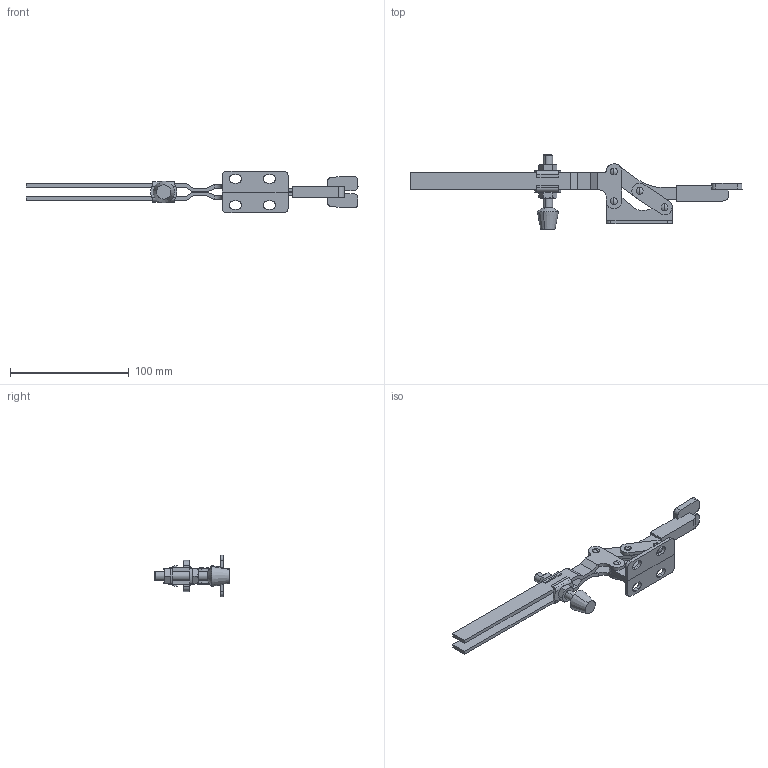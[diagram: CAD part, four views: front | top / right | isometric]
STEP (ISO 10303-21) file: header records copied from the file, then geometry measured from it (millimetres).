
FILE_DESCRIPTION (( 'STEP AP214' ), '1' );
FILE_NAME ('GH-22185(Â²¤Æ)-1.STEP', '2020-07-17T09:17:59', ( 'LinWei' ), ( '' ), 'SwSTEP 2.0', 'SolidWorks 2016', '' );
FILE_SCHEMA (( 'AUTOMOTIVE_DESIGN' ));
Length unit declared in the file: millimetre
Products named in the file (6): Group1^GH-22185(簡化); 12216501-1^GH-22185(簡化)-1; Group5^GH-22185(簡化)-1; Group4^GH-22165(簡化); Group2^GH-22185(簡化)-1; GH-22185(簡化)-1
Assembly tree (5 placements, depth 2):
  GH-22185(簡化)-1
    Group2^GH-22185(簡化)-1
    Group4^GH-22165(簡化)
    Group5^GH-22185(簡化)-1
    12216501-1^GH-22185(簡化)-1
    Group1^GH-22185(簡化)
Bounding box: 279.2 x 63 x 34.9 mm (x, y, z)
Volume: 50215.1 mm3; surface area: 34739.8 mm2
Topology: 6 solids, 6 shells, 296 faces, 740 edges, 476 vertices
Faces by surface type: plane 154, cylinder 104, cone 30, sphere 8
Entity records: 10358 total; most frequent: CARTESIAN_POINT 1822, DIRECTION 1545, ORIENTED_EDGE 1480, EDGE_CURVE 740, AXIS2_PLACEMENT_3D 559, VERTEX_POINT 476, VECTOR 427, LINE 427
